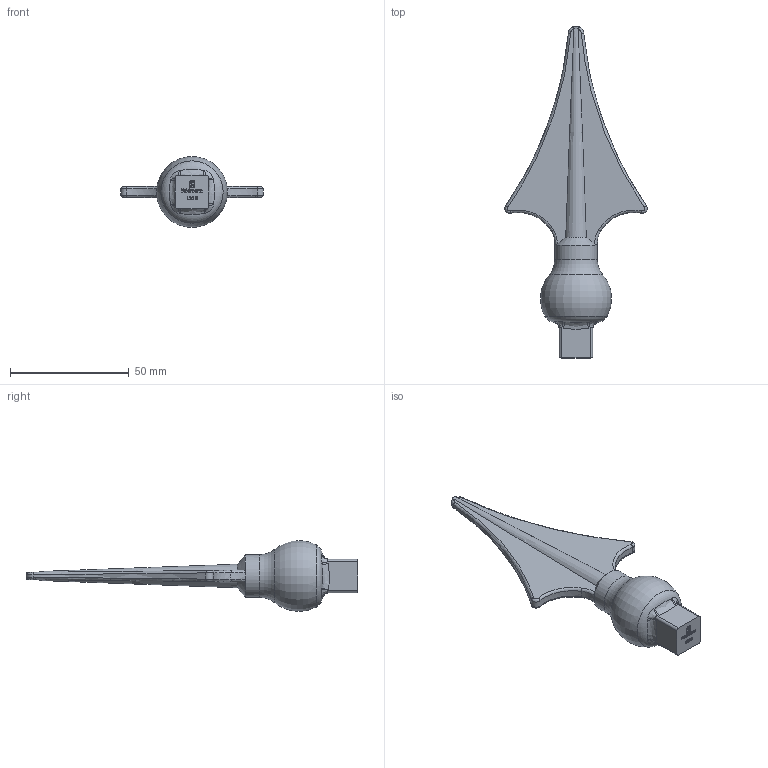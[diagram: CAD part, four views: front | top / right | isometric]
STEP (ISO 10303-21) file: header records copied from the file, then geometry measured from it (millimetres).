
FILE_DESCRIPTION (( 'STEP AP203' ), '1' );
FILE_NAME ('125-2.step', '2023-09-28T10:42:59', ( '' ), ( '' ), 'SwSTEP 2.0', 'SolidWorks 2018', '' );
FILE_SCHEMA (( 'CONFIG_CONTROL_DESIGN' ));
Length unit declared in the file: millimetre
Products named in the file (1): 125-2
Bounding box: 60 x 140 x 29.74 mm (x, y, z)
Volume: 29869.5 mm3; surface area: 9562 mm2
Topology: 1 solids, 1 shells, 275 faces, 737 edges, 481 vertices
Faces by surface type: plane 130, bspline 126, cylinder 12, cone 4, torus 3
Full cylindrical faces by diameter (mm): 18 x1
Entity records: 13655 total; most frequent: CARTESIAN_POINT 7678, ORIENTED_EDGE 1462, DIRECTION 808, EDGE_CURVE 731, VERTEX_POINT 479, LINE 418, VECTOR 418, EDGE_LOOP 296
